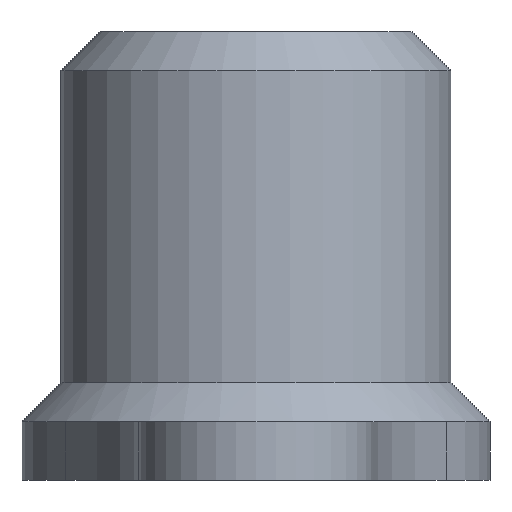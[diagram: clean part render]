
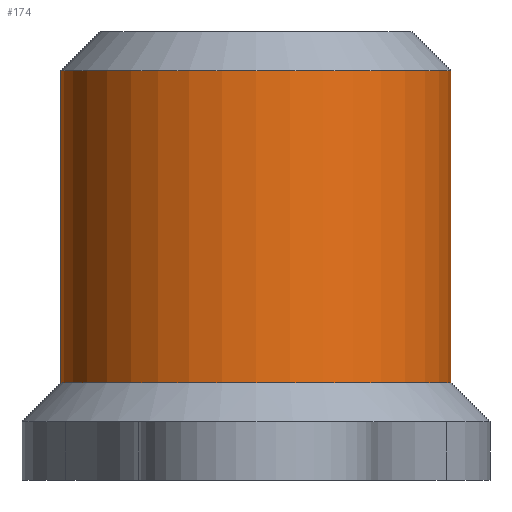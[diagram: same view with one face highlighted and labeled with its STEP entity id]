
A CAD part, left-side view. The second image highlights one B-rep face of the part: STEP entity #174.
In plain terms, the highlighted cylindrical face has radius 5 mm (diameter 10 mm), a full revolution.
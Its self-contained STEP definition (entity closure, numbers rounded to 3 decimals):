
#174=ADVANCED_FACE('',(#378,#380),#382,.T.);
#378=FACE_OUTER_BOUND('',#379,.T.);
#379=EDGE_LOOP('',(#517));
#380=FACE_OUTER_BOUND('',#381,.T.);
#381=EDGE_LOOP('',(#518));
#382=CYLINDRICAL_SURFACE('',#383,5.);
#383=AXIS2_PLACEMENT_3D('',#384,#385,#386);
#384=CARTESIAN_POINT('',(0.,0.,1.5));
#385=DIRECTION('',(0.,0.,1.));
#386=DIRECTION('',(-1.,0.,0.));
#517=ORIENTED_EDGE('',*,*,#601,.F.);
#518=ORIENTED_EDGE('',*,*,#602,.T.);
#601=EDGE_CURVE('',#684,#684,#685,.T.);
#602=EDGE_CURVE('',#686,#686,#687,.T.);
#684=VERTEX_POINT('',#873);
#685=CIRCLE('',#874,5.);
#686=VERTEX_POINT('',#878);
#687=CIRCLE('',#879,5.);
#873=CARTESIAN_POINT('',(-5.,0.,10.5));
#874=AXIS2_PLACEMENT_3D('',#875,#876,#877);
#875=CARTESIAN_POINT('',(0.,0.,10.5));
#876=DIRECTION('',(0.,0.,1.));
#877=DIRECTION('',(-1.,0.,0.));
#878=CARTESIAN_POINT('',(-5.,0.,2.5));
#879=AXIS2_PLACEMENT_3D('',#880,#881,#882);
#880=CARTESIAN_POINT('',(0.,0.,2.5));
#881=DIRECTION('',(0.,0.,1.));
#882=DIRECTION('',(-1.,0.,0.));
